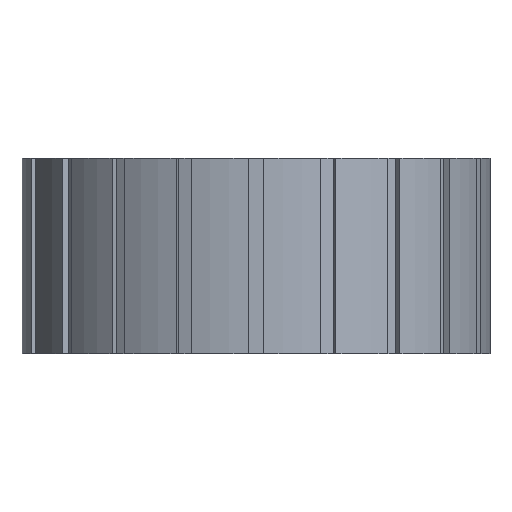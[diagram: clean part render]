
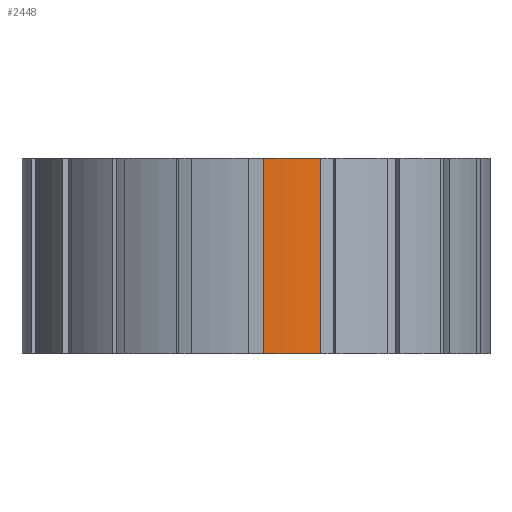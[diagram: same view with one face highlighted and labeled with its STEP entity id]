
A CAD part, front view. The second image highlights one B-rep face of the part: STEP entity #2448.
In plain terms, the highlighted cylindrical face has radius 60 mm (diameter 120 mm), a partial arc.
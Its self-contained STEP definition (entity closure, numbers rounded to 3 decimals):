
#34=CYLINDRICAL_SURFACE('',#2644,60.);
#58=CIRCLE('',#2516,60.);
#85=CIRCLE('',#2544,60.);
#190=FACE_OUTER_BOUND('',#314,.T.);
#314=EDGE_LOOP('',(#2117,#2118,#2119,#2120));
#619=LINE('',#3998,#919);
#620=LINE('',#4001,#920);
#919=VECTOR('',#3235,10.);
#920=VECTOR('',#3240,10.);
#1007=VERTEX_POINT('',#3463);
#1008=VERTEX_POINT('',#3465);
#1111=VERTEX_POINT('',#3673);
#1112=VERTEX_POINT('',#3675);
#1249=EDGE_CURVE('',#1008,#1007,#58,.T.);
#1354=EDGE_CURVE('',#1111,#1112,#85,.T.);
#1519=EDGE_CURVE('',#1112,#1007,#619,.T.);
#1520=EDGE_CURVE('',#1008,#1111,#620,.T.);
#2117=ORIENTED_EDGE('',*,*,#1519,.F.);
#2118=ORIENTED_EDGE('',*,*,#1354,.F.);
#2119=ORIENTED_EDGE('',*,*,#1520,.F.);
#2120=ORIENTED_EDGE('',*,*,#1249,.T.);
#2448=ADVANCED_FACE('',(#190),#34,.T.);
#2516=AXIS2_PLACEMENT_3D('',#3466,#2760,#2761);
#2544=AXIS2_PLACEMENT_3D('',#3676,#2894,#2895);
#2644=AXIS2_PLACEMENT_3D('',#4000,#3238,#3239);
#2760=DIRECTION('center_axis',(0.,0.,1.));
#2761=DIRECTION('ref_axis',(-1.,0.,0.));
#2894=DIRECTION('center_axis',(0.,0.,1.));
#2895=DIRECTION('ref_axis',(-1.,0.,0.));
#3235=DIRECTION('',(0.,0.,-1.));
#3238=DIRECTION('center_axis',(0.,0.,1.));
#3239=DIRECTION('ref_axis',(-1.,0.,0.));
#3240=DIRECTION('',(0.,0.,1.));
#3463=CARTESIAN_POINT('',(16.629,-57.65,0.));
#3465=CARTESIAN_POINT('',(2.,-59.967,0.));
#3466=CARTESIAN_POINT('Origin',(0.,0.,0.));
#3673=CARTESIAN_POINT('',(2.,-59.967,50.));
#3675=CARTESIAN_POINT('',(16.629,-57.65,50.));
#3676=CARTESIAN_POINT('Origin',(0.,0.,50.));
#3998=CARTESIAN_POINT('',(16.629,-57.65,0.));
#4000=CARTESIAN_POINT('Origin',(0.,0.,0.));
#4001=CARTESIAN_POINT('',(2.,-59.967,0.));
